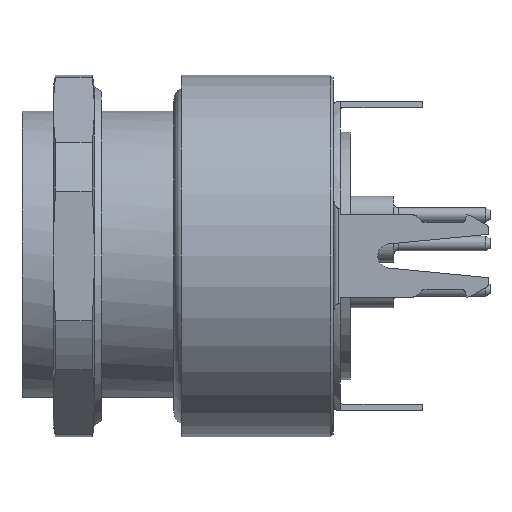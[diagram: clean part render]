
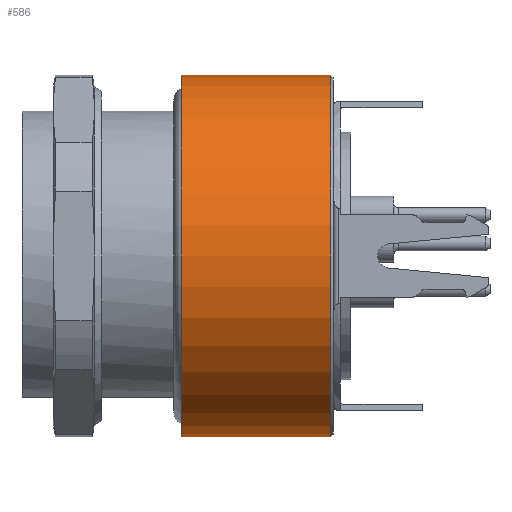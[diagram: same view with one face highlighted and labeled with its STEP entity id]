
A CAD part, front view. The second image highlights one B-rep face of the part: STEP entity #586.
In plain terms, the highlighted cylindrical face has radius 7.5 mm (diameter 15 mm), a full revolution.
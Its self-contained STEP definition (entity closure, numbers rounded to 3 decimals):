
#586=ADVANCED_FACE('',(#920,#921),#843,.T.);
#843=CYLINDRICAL_SURFACE('',#4363,7.5);
#920=FACE_BOUND('',#1064,.T.);
#921=FACE_BOUND('',#1065,.T.);
#1064=EDGE_LOOP('',(#1966));
#1065=EDGE_LOOP('',(#1967));
#1966=ORIENTED_EDGE('',*,*,#3563,.T.);
#1967=ORIENTED_EDGE('',*,*,#3561,.F.);
#3146=VERTEX_POINT('',#6119);
#3148=VERTEX_POINT('',#6124);
#3561=EDGE_CURVE('',#3146,#3146,#4150,.T.);
#3563=EDGE_CURVE('',#3148,#3148,#4152,.T.);
#4150=CIRCLE('',#4359,7.5);
#4152=CIRCLE('',#4362,7.5);
#4359=AXIS2_PLACEMENT_3D('',#6118,#4856,#4857);
#4362=AXIS2_PLACEMENT_3D('',#6123,#4862,#4863);
#4363=AXIS2_PLACEMENT_3D('',#6125,#4864,#4865);
#4856=DIRECTION('',(-1.,0.,0.));
#4857=DIRECTION('',(0.,1.,0.));
#4862=DIRECTION('',(-1.,0.,0.));
#4863=DIRECTION('',(0.,1.,0.));
#4864=DIRECTION('',(1.,0.,0.));
#4865=DIRECTION('',(0.,1.,0.));
#6118=CARTESIAN_POINT('',(6.9,0.,0.));
#6119=CARTESIAN_POINT('',(6.9,7.5,0.));
#6123=CARTESIAN_POINT('',(13.1,0.,0.));
#6124=CARTESIAN_POINT('',(13.1,7.5,0.));
#6125=CARTESIAN_POINT('',(0.3,0.,0.));
